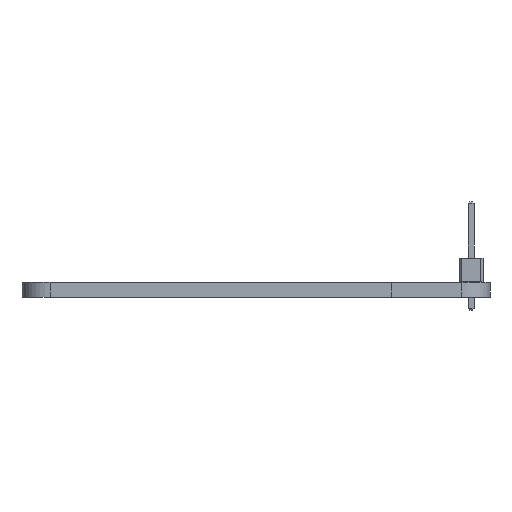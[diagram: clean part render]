
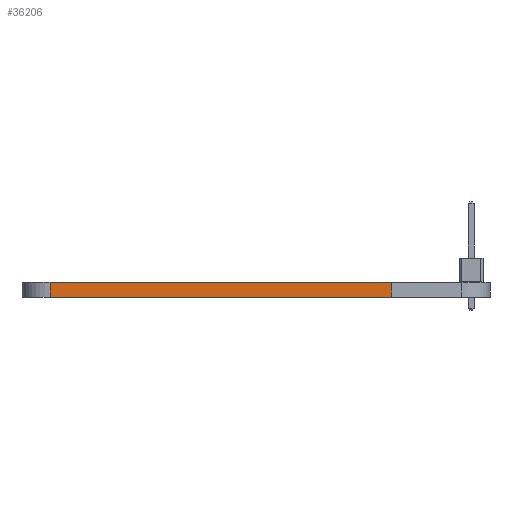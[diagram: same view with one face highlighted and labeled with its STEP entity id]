
A CAD part, front view. The second image highlights one B-rep face of the part: STEP entity #36206.
In plain terms, the highlighted planar face has unit normal (0, -1, 0).
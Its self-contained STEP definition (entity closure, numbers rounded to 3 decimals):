
#11254 = PLANE('',#11255);
#11255 = AXIS2_PLACEMENT_3D('',#11256,#11257,#11258);
#11256 = CARTESIAN_POINT('',(0.,0.,1.6));
#11257 = DIRECTION('',(0.,0.,1.));
#11258 = DIRECTION('',(1.,0.,-0.));
#11308 = PLANE('',#11309);
#11309 = AXIS2_PLACEMENT_3D('',#11310,#11311,#11312);
#11310 = CARTESIAN_POINT('',(0.,0.,0.));
#11311 = DIRECTION('',(0.,0.,1.));
#11312 = DIRECTION('',(1.,0.,-0.));
#11529 = VERTEX_POINT('',#11530);
#11530 = CARTESIAN_POINT('',(-22.,-35.,0.));
#11545 = CYLINDRICAL_SURFACE('',#11546,3.);
#11546 = AXIS2_PLACEMENT_3D('',#11547,#11548,#11549);
#11547 = CARTESIAN_POINT('',(-22.,-32.,0.));
#11548 = DIRECTION('',(-0.,-0.,-1.));
#11549 = DIRECTION('',(1.,0.,-0.));
#11557 = EDGE_CURVE('',#11529,#11558,#11560,.T.);
#11558 = VERTEX_POINT('',#11559);
#11559 = CARTESIAN_POINT('',(14.5,-35.,0.));
#11560 = SURFACE_CURVE('',#11561,(#11565,#11572),.PCURVE_S1.);
#11561 = LINE('',#11562,#11563);
#11562 = CARTESIAN_POINT('',(-22.,-35.,0.));
#11563 = VECTOR('',#11564,1.);
#11564 = DIRECTION('',(1.,0.,0.));
#11565 = PCURVE('',#11308,#11566);
#11566 = DEFINITIONAL_REPRESENTATION('',(#11567),#11571);
#11567 = LINE('',#11568,#11569);
#11568 = CARTESIAN_POINT('',(-22.,-35.));
#11569 = VECTOR('',#11570,1.);
#11570 = DIRECTION('',(1.,0.));
#11571 = ( GEOMETRIC_REPRESENTATION_CONTEXT(2) 
PARAMETRIC_REPRESENTATION_CONTEXT() REPRESENTATION_CONTEXT('2D SPACE',''
  ) );
#11572 = PCURVE('',#11573,#11578);
#11573 = PLANE('',#11574);
#11574 = AXIS2_PLACEMENT_3D('',#11575,#11576,#11577);
#11575 = CARTESIAN_POINT('',(-22.,-35.,0.));
#11576 = DIRECTION('',(0.,1.,0.));
#11577 = DIRECTION('',(1.,0.,0.));
#11578 = DEFINITIONAL_REPRESENTATION('',(#11579),#11583);
#11579 = LINE('',#11580,#11581);
#11580 = CARTESIAN_POINT('',(0.,0.));
#11581 = VECTOR('',#11582,1.);
#11582 = DIRECTION('',(1.,0.));
#11583 = ( GEOMETRIC_REPRESENTATION_CONTEXT(2) 
PARAMETRIC_REPRESENTATION_CONTEXT() REPRESENTATION_CONTEXT('2D SPACE',''
  ) );
#11601 = PLANE('',#11602);
#11602 = AXIS2_PLACEMENT_3D('',#11603,#11604,#11605);
#11603 = CARTESIAN_POINT('',(14.5,-35.,0.));
#11604 = DIRECTION('',(0.,1.,0.));
#11605 = DIRECTION('',(1.,0.,0.));
#24872 = VERTEX_POINT('',#24873);
#24873 = CARTESIAN_POINT('',(-22.,-35.,1.6));
#24895 = EDGE_CURVE('',#24872,#24896,#24898,.T.);
#24896 = VERTEX_POINT('',#24897);
#24897 = CARTESIAN_POINT('',(14.5,-35.,1.6));
#24898 = SURFACE_CURVE('',#24899,(#24903,#24910),.PCURVE_S1.);
#24899 = LINE('',#24900,#24901);
#24900 = CARTESIAN_POINT('',(-22.,-35.,1.6));
#24901 = VECTOR('',#24902,1.);
#24902 = DIRECTION('',(1.,0.,0.));
#24903 = PCURVE('',#11254,#24904);
#24904 = DEFINITIONAL_REPRESENTATION('',(#24905),#24909);
#24905 = LINE('',#24906,#24907);
#24906 = CARTESIAN_POINT('',(-22.,-35.));
#24907 = VECTOR('',#24908,1.);
#24908 = DIRECTION('',(1.,0.));
#24909 = ( GEOMETRIC_REPRESENTATION_CONTEXT(2) 
PARAMETRIC_REPRESENTATION_CONTEXT() REPRESENTATION_CONTEXT('2D SPACE',''
  ) );
#24910 = PCURVE('',#11573,#24911);
#24911 = DEFINITIONAL_REPRESENTATION('',(#24912),#24916);
#24912 = LINE('',#24913,#24914);
#24913 = CARTESIAN_POINT('',(0.,-1.6));
#24914 = VECTOR('',#24915,1.);
#24915 = DIRECTION('',(1.,0.));
#24916 = ( GEOMETRIC_REPRESENTATION_CONTEXT(2) 
PARAMETRIC_REPRESENTATION_CONTEXT() REPRESENTATION_CONTEXT('2D SPACE',''
  ) );
#36158 = EDGE_CURVE('',#11529,#24872,#36159,.T.);
#36159 = SURFACE_CURVE('',#36160,(#36164,#36171),.PCURVE_S1.);
#36160 = LINE('',#36161,#36162);
#36161 = CARTESIAN_POINT('',(-22.,-35.,0.));
#36162 = VECTOR('',#36163,1.);
#36163 = DIRECTION('',(0.,0.,1.));
#36164 = PCURVE('',#11545,#36165);
#36165 = DEFINITIONAL_REPRESENTATION('',(#36166),#36170);
#36166 = LINE('',#36167,#36168);
#36167 = CARTESIAN_POINT('',(-4.712,0.));
#36168 = VECTOR('',#36169,1.);
#36169 = DIRECTION('',(-0.,-1.));
#36170 = ( GEOMETRIC_REPRESENTATION_CONTEXT(2) 
PARAMETRIC_REPRESENTATION_CONTEXT() REPRESENTATION_CONTEXT('2D SPACE',''
  ) );
#36171 = PCURVE('',#11573,#36172);
#36172 = DEFINITIONAL_REPRESENTATION('',(#36173),#36177);
#36173 = LINE('',#36174,#36175);
#36174 = CARTESIAN_POINT('',(0.,0.));
#36175 = VECTOR('',#36176,1.);
#36176 = DIRECTION('',(0.,-1.));
#36177 = ( GEOMETRIC_REPRESENTATION_CONTEXT(2) 
PARAMETRIC_REPRESENTATION_CONTEXT() REPRESENTATION_CONTEXT('2D SPACE',''
  ) );
#36206 = ADVANCED_FACE('',(#36207),#11573,.F.);
#36207 = FACE_BOUND('',#36208,.F.);
#36208 = EDGE_LOOP('',(#36209,#36210,#36211,#36232));
#36209 = ORIENTED_EDGE('',*,*,#36158,.T.);
#36210 = ORIENTED_EDGE('',*,*,#24895,.T.);
#36211 = ORIENTED_EDGE('',*,*,#36212,.F.);
#36212 = EDGE_CURVE('',#11558,#24896,#36213,.T.);
#36213 = SURFACE_CURVE('',#36214,(#36218,#36225),.PCURVE_S1.);
#36214 = LINE('',#36215,#36216);
#36215 = CARTESIAN_POINT('',(14.5,-35.,0.));
#36216 = VECTOR('',#36217,1.);
#36217 = DIRECTION('',(0.,0.,1.));
#36218 = PCURVE('',#11573,#36219);
#36219 = DEFINITIONAL_REPRESENTATION('',(#36220),#36224);
#36220 = LINE('',#36221,#36222);
#36221 = CARTESIAN_POINT('',(36.5,0.));
#36222 = VECTOR('',#36223,1.);
#36223 = DIRECTION('',(0.,-1.));
#36224 = ( GEOMETRIC_REPRESENTATION_CONTEXT(2) 
PARAMETRIC_REPRESENTATION_CONTEXT() REPRESENTATION_CONTEXT('2D SPACE',''
  ) );
#36225 = PCURVE('',#11601,#36226);
#36226 = DEFINITIONAL_REPRESENTATION('',(#36227),#36231);
#36227 = LINE('',#36228,#36229);
#36228 = CARTESIAN_POINT('',(0.,0.));
#36229 = VECTOR('',#36230,1.);
#36230 = DIRECTION('',(0.,-1.));
#36231 = ( GEOMETRIC_REPRESENTATION_CONTEXT(2) 
PARAMETRIC_REPRESENTATION_CONTEXT() REPRESENTATION_CONTEXT('2D SPACE',''
  ) );
#36232 = ORIENTED_EDGE('',*,*,#11557,.F.);
